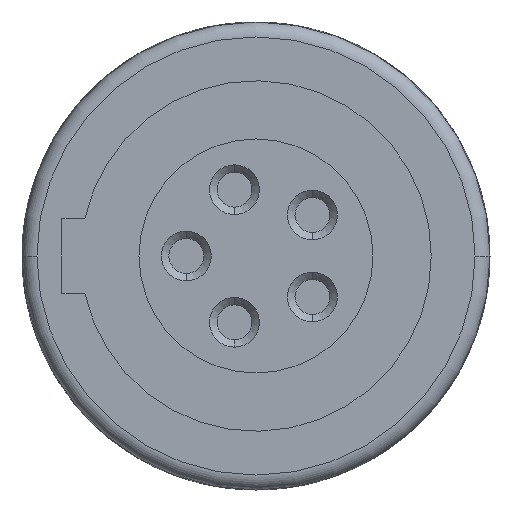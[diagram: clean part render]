
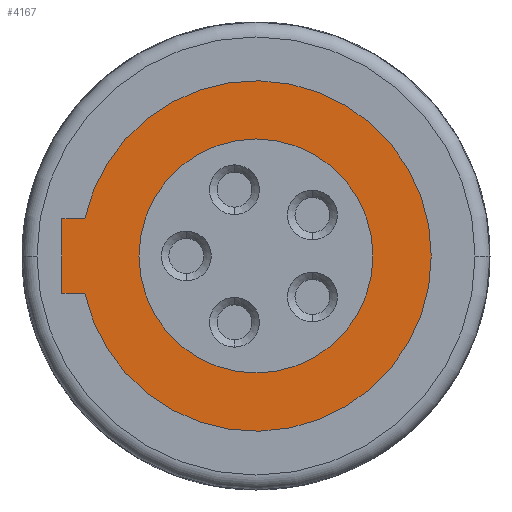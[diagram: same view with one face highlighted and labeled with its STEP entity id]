
A CAD part, left-side view. The second image highlights one B-rep face of the part: STEP entity #4167.
In plain terms, the highlighted planar face has unit normal (-1, 0, 0).
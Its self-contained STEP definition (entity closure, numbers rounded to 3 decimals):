
#1=DIRECTION('',(0.,1.,0.));
#2=VECTOR('',#1,0.461);
#3=CARTESIAN_POINT('',(0.,3.439,-0.75));
#4=LINE('',#3,#2);
#5=DIRECTION('',(0.,0.,1.));
#6=VECTOR('',#5,1.5);
#7=CARTESIAN_POINT('',(0.,3.9,-0.75));
#8=LINE('',#7,#6);
#9=DIRECTION('',(0.,-1.,0.));
#10=VECTOR('',#9,0.461);
#11=CARTESIAN_POINT('',(0.,3.9,0.75));
#12=LINE('',#11,#10);
#13=CARTESIAN_POINT('',(0.,0.,0.));
#14=DIRECTION('',(1.,0.,0.));
#15=DIRECTION('',(0.,0.,-1.));
#16=AXIS2_PLACEMENT_3D('',#13,#14,#15);
#18=CARTESIAN_POINT('',(0.,0.,0.));
#19=DIRECTION('',(1.,0.,0.));
#20=DIRECTION('',(0.,0.,1.));
#21=AXIS2_PLACEMENT_3D('',#18,#19,#20);
#32=CARTESIAN_POINT('',(0.,0.,0.));
#33=DIRECTION('',(-1.,0.,0.));
#34=DIRECTION('',(0.,0.977,-0.213));
#35=AXIS2_PLACEMENT_3D('',#32,#33,#34);
#3733=CARTESIAN_POINT('',(0.,0.,-2.35));
#3734=VERTEX_POINT('',#3733);
#3735=CARTESIAN_POINT('',(0.,0.,2.35));
#3736=VERTEX_POINT('',#3735);
#3953=CARTESIAN_POINT('',(0.,3.9,-0.75));
#3954=CARTESIAN_POINT('',(0.,3.9,0.75));
#3955=VERTEX_POINT('',#3953);
#3956=VERTEX_POINT('',#3954);
#3957=CARTESIAN_POINT('',(0.,3.439,-0.75));
#3958=VERTEX_POINT('',#3957);
#3959=CARTESIAN_POINT('',(0.,3.439,0.75));
#3960=VERTEX_POINT('',#3959);
#4146=CARTESIAN_POINT('',(0.,0.,0.));
#4147=DIRECTION('',(1.,0.,0.));
#4148=DIRECTION('',(0.,0.,-1.));
#4149=AXIS2_PLACEMENT_3D('',#4146,#4147,#4148);
#4150=PLANE('',#4149);
#4152=ORIENTED_EDGE('',*,*,#4151,.F.);
#4154=ORIENTED_EDGE('',*,*,#4153,.T.);
#4156=ORIENTED_EDGE('',*,*,#4155,.T.);
#4158=ORIENTED_EDGE('',*,*,#4157,.T.);
#4159=EDGE_LOOP('',(#4152,#4154,#4156,#4158));
#4160=FACE_OUTER_BOUND('',#4159,.F.);
#4162=ORIENTED_EDGE('',*,*,#4161,.F.);
#4164=ORIENTED_EDGE('',*,*,#4163,.F.);
#4165=EDGE_LOOP('',(#4162,#4164));
#4166=FACE_BOUND('',#4165,.F.);
#4167=ADVANCED_FACE('',(#4160,#4166),#4150,.F.);
#17=CIRCLE('',#16,2.35);
#22=CIRCLE('',#21,2.35);
#36=CIRCLE('',#35,3.52);
#4151=EDGE_CURVE('',#3958,#3960,#36,.T.);
#4153=EDGE_CURVE('',#3958,#3955,#4,.T.);
#4155=EDGE_CURVE('',#3955,#3956,#8,.T.);
#4157=EDGE_CURVE('',#3956,#3960,#12,.T.);
#4161=EDGE_CURVE('',#3734,#3736,#17,.T.);
#4163=EDGE_CURVE('',#3736,#3734,#22,.T.);
